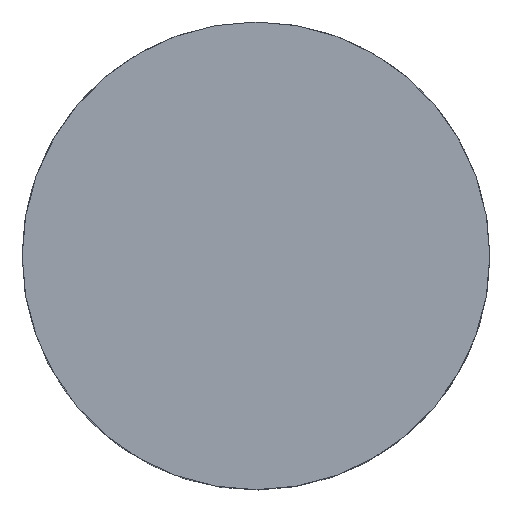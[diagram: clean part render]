
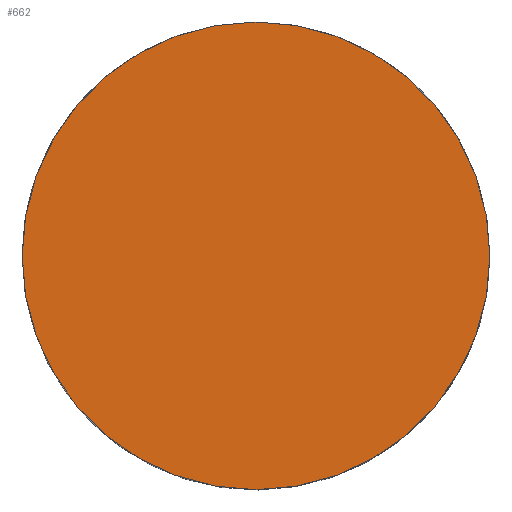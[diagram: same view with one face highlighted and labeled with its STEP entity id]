
A CAD part, top view. The second image highlights one B-rep face of the part: STEP entity #662.
In plain terms, the highlighted planar face has unit normal (0, 0, 1).
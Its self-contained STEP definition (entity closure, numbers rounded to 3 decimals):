
#642=AXIS2_PLACEMENT_3D('Plane Axis2P3D',#639,#640,#641) ;
#646=AXIS2_PLACEMENT_3D('Circle Axis2P3D',#644,#645,$) ;
#655=AXIS2_PLACEMENT_3D('Circle Axis2P3D',#653,#654,$) ;
#639=CARTESIAN_POINT('Axis2P3D Location',(0.,0.,20.3)) ;
#644=CARTESIAN_POINT('Axis2P3D Location',(0.,0.,20.3)) ;
#648=CARTESIAN_POINT('Vertex',(55.5,0.,20.3)) ;
#650=CARTESIAN_POINT('Vertex',(-55.5,0.,20.3)) ;
#653=CARTESIAN_POINT('Axis2P3D Location',(0.,0.,20.3)) ;
#640=DIRECTION('Axis2P3D Direction',(0.,0.,1.)) ;
#641=DIRECTION('Axis2P3D XDirection',(1.,0.,0.)) ;
#645=DIRECTION('Axis2P3D Direction',(0.,0.,1.)) ;
#654=DIRECTION('Axis2P3D Direction',(0.,0.,1.)) ;
#659=ORIENTED_EDGE('',*,*,#652,.F.) ;
#660=ORIENTED_EDGE('',*,*,#657,.F.) ;
#662=ADVANCED_FACE('PartBody',(#661),#643,.T.) ;
#647=CIRCLE('generated circle',#646,55.5) ;
#656=CIRCLE('generated circle',#655,55.5) ;
#652=EDGE_CURVE('',#649,#651,#647,.F.) ;
#657=EDGE_CURVE('',#651,#649,#656,.F.) ;
#658=EDGE_LOOP('',(#659,#660)) ;
#661=FACE_OUTER_BOUND('',#658,.T.) ;
#643=PLANE('',#642) ;
#649=VERTEX_POINT('',#648) ;
#651=VERTEX_POINT('',#650) ;
